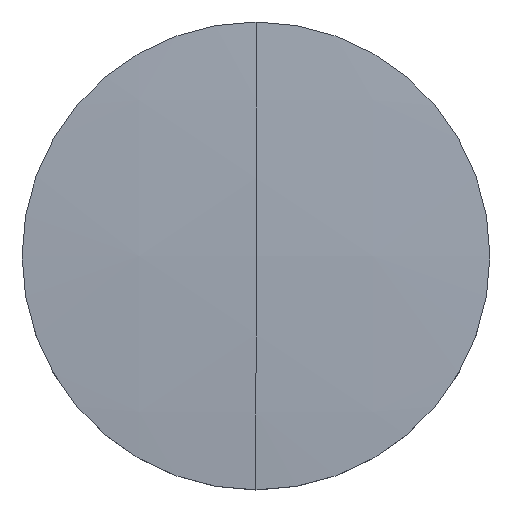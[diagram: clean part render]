
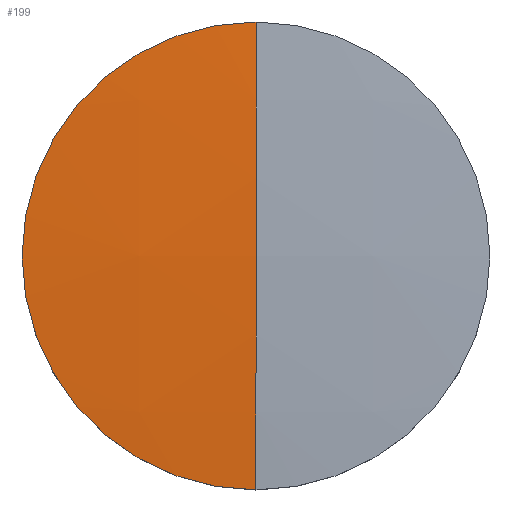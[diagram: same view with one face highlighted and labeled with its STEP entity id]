
A CAD part, top view. The second image highlights one B-rep face of the part: STEP entity #199.
In plain terms, the highlighted spherical face has radius 91.7 mm.
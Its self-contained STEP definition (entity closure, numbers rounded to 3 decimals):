
#11 = SPHERICAL_SURFACE ( 'NONE', #58, 91.7 ) ;
#19 = CIRCLE ( 'NONE', #23, 91.7 ) ;
#21 = DIRECTION ( 'NONE',  ( -1., 0., 0. ) ) ;
#22 = CARTESIAN_POINT ( 'NONE',  ( 0., 0., -90.6 ) ) ;
#23 = AXIS2_PLACEMENT_3D ( 'NONE', #22, #21, #70 ) ;
#25 = CIRCLE ( 'NONE', #61, 6.35 ) ;
#30 = FACE_OUTER_BOUND ( 'NONE', #206, .T. ) ;
#35 = CARTESIAN_POINT ( 'NONE',  ( 0., -6.35, 0.88 ) ) ;
#36 = DIRECTION ( 'NONE',  ( 1., 0., 0. ) ) ;
#37 = DIRECTION ( 'NONE',  ( 0., 0., 1. ) ) ;
#39 = CARTESIAN_POINT ( 'NONE',  ( 0., 6.35, 0.88 ) ) ;
#43 = CARTESIAN_POINT ( 'NONE',  ( -6.35, 0., 0.88 ) ) ;
#46 = CARTESIAN_POINT ( 'NONE',  ( 0., 0., 0.88 ) ) ;
#47 = AXIS2_PLACEMENT_3D ( 'NONE', #46, #37, #36 ) ;
#48 = CIRCLE ( 'NONE', #47, 6.35 ) ;
#49 = DIRECTION ( 'NONE',  ( 1., 0., 0. ) ) ;
#50 = DIRECTION ( 'NONE',  ( 0., 0., 1. ) ) ;
#51 = CARTESIAN_POINT ( 'NONE',  ( 0., 0., 0.88 ) ) ;
#58 = AXIS2_PLACEMENT_3D ( 'NONE', #86, #81, #80 ) ;
#61 = AXIS2_PLACEMENT_3D ( 'NONE', #51, #50, #49 ) ;
#70 = DIRECTION ( 'NONE',  ( 0., -1., 0. ) ) ;
#80 = DIRECTION ( 'NONE',  ( 0., 1., 0. ) ) ;
#81 = DIRECTION ( 'NONE',  ( -1., 0., 0. ) ) ;
#83 = CARTESIAN_POINT ( 'NONE',  ( 0., 0., 1.1 ) ) ;
#86 = CARTESIAN_POINT ( 'NONE',  ( 0., 0., -90.6 ) ) ;
#162 = EDGE_CURVE ( 'NONE', #197, #208, #259, .T. ) ;
#193 = VERTEX_POINT ( 'NONE', #43 ) ;
#197 = VERTEX_POINT ( 'NONE', #39 ) ;
#198 = ORIENTED_EDGE ( 'NONE', *, *, #215, .T. ) ;
#199 = ADVANCED_FACE ( 'NONE', ( #30 ), #11, .T. ) ;
#206 = EDGE_LOOP ( 'NONE', ( #198, #216, #207, #211 ) ) ;
#207 = ORIENTED_EDGE ( 'NONE', *, *, #210, .T. ) ;
#208 = VERTEX_POINT ( 'NONE', #83 ) ;
#210 = EDGE_CURVE ( 'NONE', #217, #208, #19, .T. ) ;
#211 = ORIENTED_EDGE ( 'NONE', *, *, #162, .F. ) ;
#215 = EDGE_CURVE ( 'NONE', #197, #193, #48, .T. ) ;
#216 = ORIENTED_EDGE ( 'NONE', *, *, #218, .T. ) ;
#217 = VERTEX_POINT ( 'NONE', #35 ) ;
#218 = EDGE_CURVE ( 'NONE', #193, #217, #25, .T. ) ;
#238 = AXIS2_PLACEMENT_3D ( 'NONE', #258, #257, #256 ) ;
#256 = DIRECTION ( 'NONE',  ( 0., 0., -1. ) ) ;
#257 = DIRECTION ( 'NONE',  ( 1., 0., 0. ) ) ;
#258 = CARTESIAN_POINT ( 'NONE',  ( 0., 0., -90.6 ) ) ;
#259 = CIRCLE ( 'NONE', #238, 91.7 ) ;
